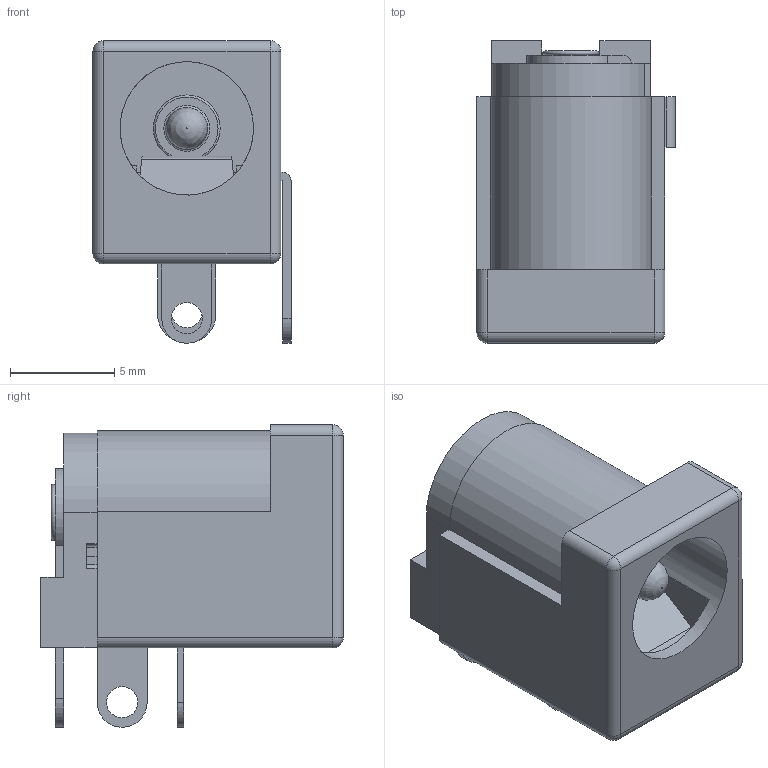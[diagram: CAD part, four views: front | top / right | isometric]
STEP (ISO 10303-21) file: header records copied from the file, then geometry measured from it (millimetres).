
FILE_DESCRIPTION(('FreeCAD Model'),'2;1');
FILE_NAME('Open CASCADE Shape Model','2022-07-20T16:34:22',( 'kicad StepUp'),('ksu MCAD'),'Open CASCADE STEP processor 7.5', 'FreeCAD','Unknown');
FILE_SCHEMA(('AUTOMOTIVE_DESIGN { 1 0 10303 214 1 1 1 1 }'));
Length unit declared in the file: millimetre
Products named in the file (1): 6941xx301002
Bounding box: 9.5 x 14.5 x 14.5 mm (x, y, z)
Volume: 733.1 mm3; surface area: 1324.6 mm2
Topology: 1 solids, 2 shells, 169 faces, 477 edges, 306 vertices
Faces by surface type: plane 108, cylinder 43, torus 9, revolution 5, sphere 4
Full cylindrical faces by diameter (mm): 1.5 x3, 1.8 x1, 2 x1, 3.2 x2, 6.4 x1
Entity records: 6689 total; most frequent: CARTESIAN_POINT 1028, ORIENTED_EDGE 946, DIRECTION 913, EDGE_CURVE 473, LINE 340, VECTOR 340, VERTEX_POINT 306, AXIS2_PLACEMENT_3D 284
